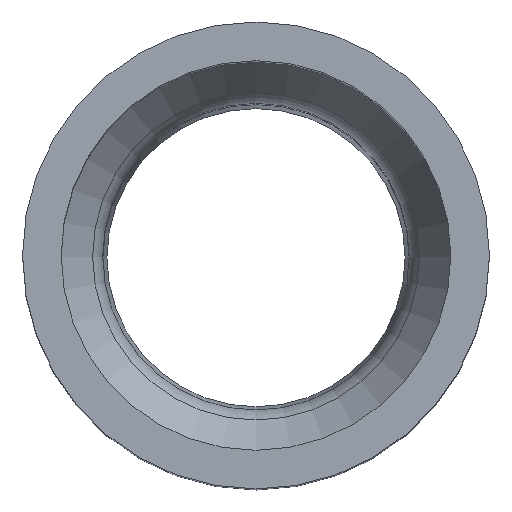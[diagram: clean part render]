
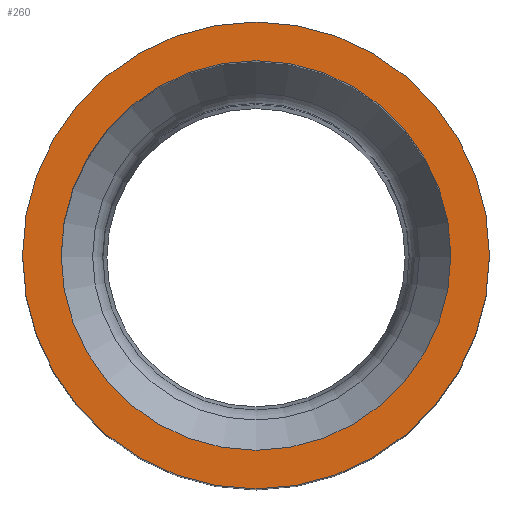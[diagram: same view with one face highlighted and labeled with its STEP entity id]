
A CAD part, top view. The second image highlights one B-rep face of the part: STEP entity #260.
In plain terms, the highlighted planar face has unit normal (0, 0, 1).
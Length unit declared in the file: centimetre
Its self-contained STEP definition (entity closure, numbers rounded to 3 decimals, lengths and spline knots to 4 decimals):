
#55=FACE_BOUND('',#77,.T.);
#59=FACE_OUTER_BOUND('',#76,.T.);
#76=EDGE_LOOP('',(#187));
#77=EDGE_LOOP('',(#188));
#94=CIRCLE('',#282,31.75);
#95=CIRCLE('',#284,38.05);
#122=VERTEX_POINT('',#434);
#123=VERTEX_POINT('',#438);
#147=EDGE_CURVE('',#122,#122,#94,.T.);
#148=EDGE_CURVE('',#123,#123,#95,.T.);
#187=ORIENTED_EDGE('',*,*,#148,.F.);
#188=ORIENTED_EDGE('',*,*,#147,.T.);
#256=PLANE('',#283);
#260=ADVANCED_FACE('',(#59,#55),#256,.T.);
#282=AXIS2_PLACEMENT_3D('',#436,#336,#337);
#283=AXIS2_PLACEMENT_3D('',#437,#338,#339);
#284=AXIS2_PLACEMENT_3D('',#439,#340,#341);
#336=DIRECTION('center_axis',(0.,0.,-1.));
#337=DIRECTION('ref_axis',(1.,0.,0.));
#338=DIRECTION('center_axis',(0.,0.,1.));
#339=DIRECTION('ref_axis',(0.,-1.,0.));
#340=DIRECTION('center_axis',(0.,0.,-1.));
#341=DIRECTION('ref_axis',(1.,0.,0.));
#434=CARTESIAN_POINT('',(98.0473,97.1939,-50.0351));
#436=CARTESIAN_POINT('Origin',(129.7973,97.1939,-50.0351));
#437=CARTESIAN_POINT('Origin',(167.8473,97.1939,-50.0351));
#438=CARTESIAN_POINT('',(91.7473,97.1939,-50.0351));
#439=CARTESIAN_POINT('Origin',(129.7973,97.1939,-50.0351));
